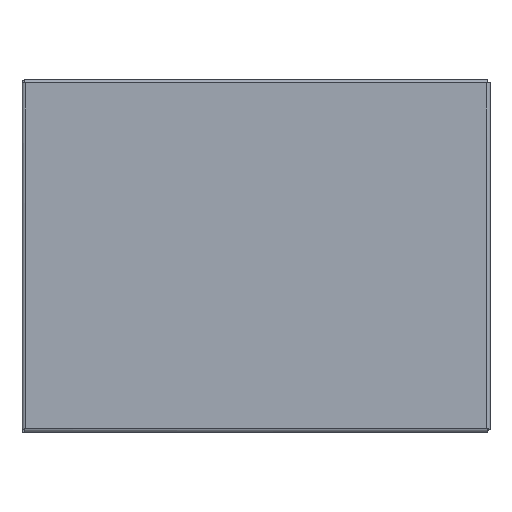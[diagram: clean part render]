
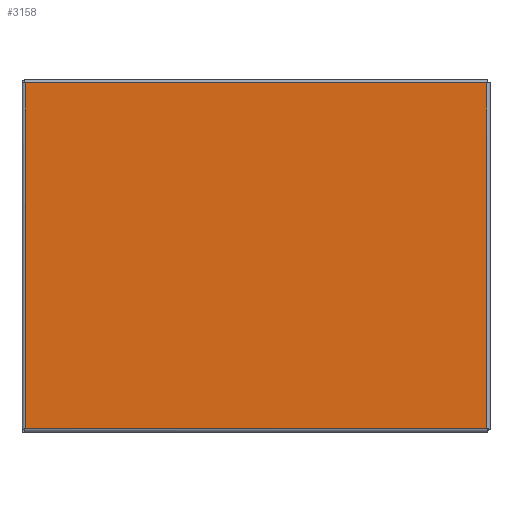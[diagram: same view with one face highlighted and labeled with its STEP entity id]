
A CAD part, top view. The second image highlights one B-rep face of the part: STEP entity #3158.
In plain terms, the highlighted planar face has unit normal (0, 0, 1).
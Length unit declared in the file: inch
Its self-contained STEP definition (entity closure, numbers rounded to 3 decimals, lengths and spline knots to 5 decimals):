
#295=PLANE($,#3373);
#495=LINE($,#5036,#719);
#500=LINE($,#5115,#724);
#504=LINE($,#5192,#728);
#508=LINE($,#5268,#732);
#719=VECTOR($,#3872,15.9145);
#724=VECTOR($,#3883,11.9145);
#728=VECTOR($,#3893,15.9145);
#732=VECTOR($,#3903,11.9145);
#1017=FACE_OUTER_BOUND($,#1225,.T.);
#1225=EDGE_LOOP($,(#2447,#2448,#2449,#2450));
#1573=VERTEX_POINT($,#5027);
#1574=VERTEX_POINT($,#5035);
#1577=VERTEX_POINT($,#5107);
#1579=VERTEX_POINT($,#5184);
#1874=EDGE_CURVE($,#1574,#1573,#495,.T.);
#1883=EDGE_CURVE($,#1573,#1577,#500,.T.);
#1891=EDGE_CURVE($,#1577,#1579,#504,.T.);
#1899=EDGE_CURVE($,#1579,#1574,#508,.T.);
#2447=ORIENTED_EDGE($,*,*,#1874,.T.);
#2448=ORIENTED_EDGE($,*,*,#1883,.T.);
#2449=ORIENTED_EDGE($,*,*,#1891,.T.);
#2450=ORIENTED_EDGE($,*,*,#1899,.T.);
#3158=ADVANCED_FACE($,(#1017),#295,.T.);
#3373=AXIS2_PLACEMENT_3D($,#5334,#3910,#3911);
#3872=DIRECTION($,(0.,1.,0.));
#3883=DIRECTION($,(-1.,0.,0.));
#3893=DIRECTION($,(0.,-1.,0.));
#3903=DIRECTION($,(1.,0.,0.));
#3910=DIRECTION('center_axis',(0.,0.,1.));
#3911=DIRECTION('ref_axis',(1.,0.,0.));
#5027=CARTESIAN_POINT('',(12.01975,16.01975,0.074));
#5035=CARTESIAN_POINT('',(12.01975,0.10525,0.074));
#5036=CARTESIAN_POINT($,(12.01975,4.08388,0.074));
#5107=CARTESIAN_POINT('',(0.10525,16.01975,0.074));
#5115=CARTESIAN_POINT($,(9.04113,16.01975,0.074));
#5184=CARTESIAN_POINT('',(0.10525,0.10525,0.074));
#5192=CARTESIAN_POINT($,(0.10525,12.04113,0.074));
#5268=CARTESIAN_POINT($,(3.08388,0.10525,0.074));
#5334=CARTESIAN_POINT('Origin',(6.0625,8.0625,0.074));
